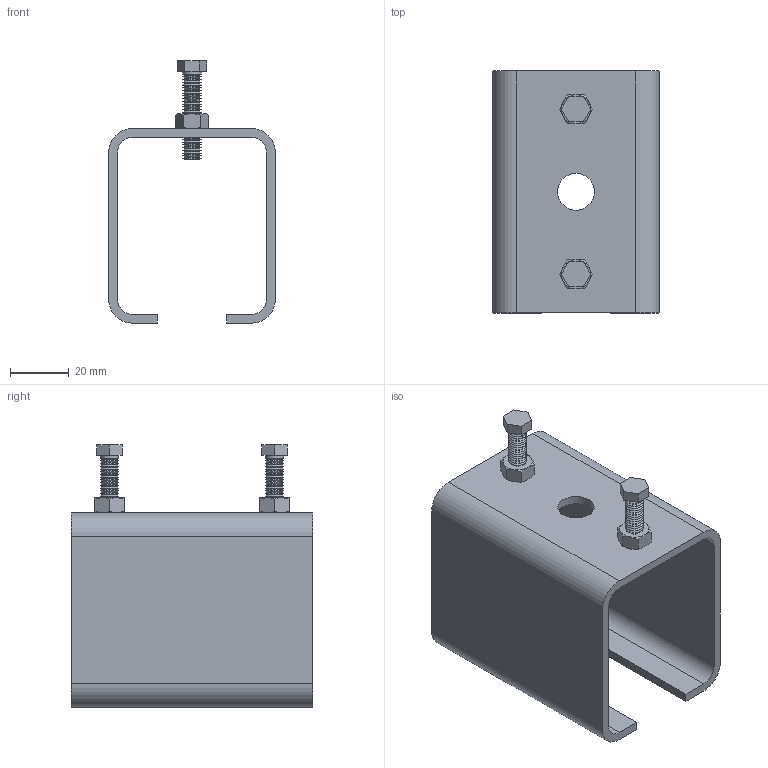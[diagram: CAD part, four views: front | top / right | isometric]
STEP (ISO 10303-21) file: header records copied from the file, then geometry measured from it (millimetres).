
FILE_DESCRIPTION( ( 'STEP AP214' ), '1' );
FILE_NAME( ' ', ' ', ( ' ' ), ( ' ' ), 'PSStep 11.0', 'VISI 17.0', ' ' );
FILE_SCHEMA( ( 'AUTOMOTIVE_DESIGN { 1 0 10303 214 1 1 1 1 }' ) );
Length unit declared in the file: millimetre
Products named in the file (5): 1; 2; 3; 4; 5
Bounding box: 56.5 x 82 x 88.97 mm (x, y, z)
Volume: 50896.8 mm3; surface area: 36876.3 mm2
Topology: 5 solids, 5 shells, 265 faces, 577 edges, 324 vertices
Faces by surface type: cone 188, plane 64, cylinder 13
Full cylindrical faces by diameter (mm): 5 x2, 6.154 x2, 12.5 x1
Entity records: 8627 total; most frequent: CARTESIAN_POINT 1298, DIRECTION 1112, ORIENTED_EDGE 840, AXIS2_PLACEMENT_3D 486, EDGE_LOOP 430, EDGE_CURVE 420, VERTEX_POINT 320, FACE_OUTER_BOUND 270
